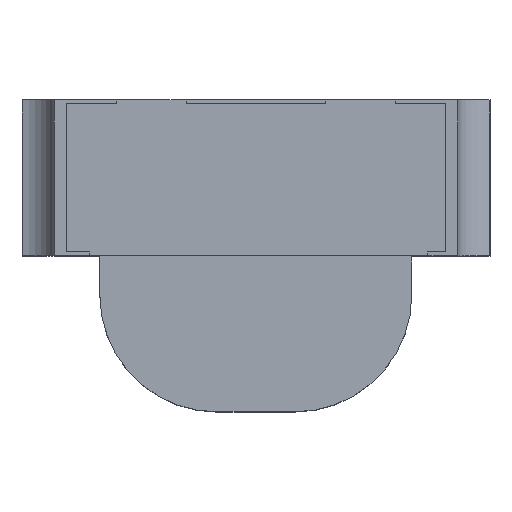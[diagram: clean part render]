
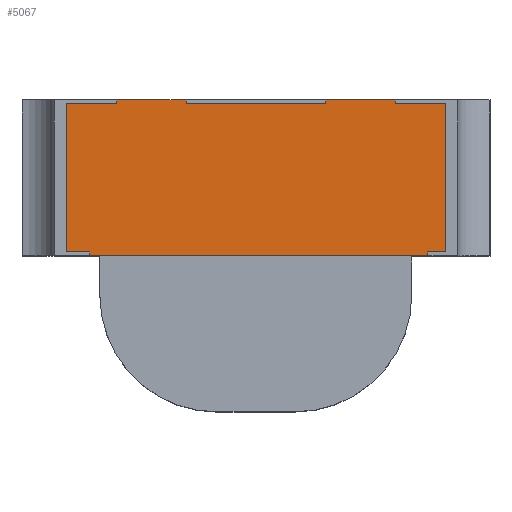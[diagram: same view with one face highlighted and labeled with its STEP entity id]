
A CAD part, top view. The second image highlights one B-rep face of the part: STEP entity #5067.
In plain terms, the highlighted face is planar.
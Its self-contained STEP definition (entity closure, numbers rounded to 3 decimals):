
#4155 = VERTEX_POINT('',#4156);
#4156 = CARTESIAN_POINT('',(504.406,90.374,0.975));
#4162 = EDGE_CURVE('',#4163,#4155,#4165,.T.);
#4163 = VERTEX_POINT('',#4164);
#4164 = CARTESIAN_POINT('',(504.558,90.374,0.975));
#4165 = LINE('',#4166,#4167);
#4166 = CARTESIAN_POINT('',(504.558,90.374,0.975));
#4167 = VECTOR('',#4168,1.);
#4168 = DIRECTION('',(-1.,-0.,-0.));
#4283 = EDGE_CURVE('',#4284,#4286,#4288,.T.);
#4284 = VERTEX_POINT('',#4285);
#4285 = CARTESIAN_POINT('',(502.239,90.374,1.));
#4286 = VERTEX_POINT('',#4287);
#4287 = CARTESIAN_POINT('',(504.406,90.374,1.));
#4288 = LINE('',#4289,#4290);
#4289 = CARTESIAN_POINT('',(501.841,90.374,1.));
#4290 = VECTOR('',#4291,1.);
#4291 = DIRECTION('',(1.,0.,-0.));
#4594 = VERTEX_POINT('',#4595);
#4595 = CARTESIAN_POINT('',(502.892,90.374,0.025));
#4613 = VERTEX_POINT('',#4614);
#4614 = CARTESIAN_POINT('',(502.448,90.374,0.025));
#4620 = EDGE_CURVE('',#4613,#4621,#4623,.T.);
#4621 = VERTEX_POINT('',#4622);
#4622 = CARTESIAN_POINT('',(502.123,90.374,0.025));
#4623 = LINE('',#4624,#4625);
#4624 = CARTESIAN_POINT('',(503.789,90.374,0.025));
#4625 = VECTOR('',#4626,1.);
#4626 = DIRECTION('',(-1.,0.,-0.));
#4679 = VERTEX_POINT('',#4680);
#4680 = CARTESIAN_POINT('',(503.789,90.374,0.025));
#4687 = EDGE_CURVE('',#4679,#4594,#4688,.T.);
#4688 = LINE('',#4689,#4690);
#4689 = CARTESIAN_POINT('',(503.789,90.374,0.025));
#4690 = VECTOR('',#4691,1.);
#4691 = DIRECTION('',(-1.,0.,-0.));
#4745 = VERTEX_POINT('',#4746);
#4746 = CARTESIAN_POINT('',(504.233,90.374,0.));
#4752 = EDGE_CURVE('',#4745,#4753,#4755,.T.);
#4753 = VERTEX_POINT('',#4754);
#4754 = CARTESIAN_POINT('',(503.789,90.374,0.));
#4755 = LINE('',#4756,#4757);
#4756 = CARTESIAN_POINT('',(503.491,90.374,0.));
#4757 = VECTOR('',#4758,1.);
#4758 = DIRECTION('',(-1.,0.,-0.));
#4911 = EDGE_CURVE('',#4286,#4155,#4912,.T.);
#4912 = LINE('',#4913,#4914);
#4913 = CARTESIAN_POINT('',(504.406,90.374,0.975));
#4914 = VECTOR('',#4915,1.);
#4915 = DIRECTION('',(0.,0.,-1.));
#5048 = VERTEX_POINT('',#5049);
#5049 = CARTESIAN_POINT('',(504.558,90.374,0.025));
#5056 = EDGE_CURVE('',#4163,#5048,#5057,.T.);
#5057 = LINE('',#5058,#5059);
#5058 = CARTESIAN_POINT('',(504.558,90.374,0.5));
#5059 = VECTOR('',#5060,1.);
#5060 = DIRECTION('',(-0.,-0.,-1.));
#5067 = ADVANCED_FACE('',(#5068),#5141,.T.);
#5068 = FACE_BOUND('',#5069,.T.);
#5069 = EDGE_LOOP('',(#5070,#5076,#5077,#5085,#5091,#5092,#5093,#5094,
    #5095,#5103,#5111,#5117,#5118,#5126,#5134,#5140));
#5070 = ORIENTED_EDGE('',*,*,#5071,.T.);
#5071 = EDGE_CURVE('',#4679,#4753,#5072,.T.);
#5072 = LINE('',#5073,#5074);
#5073 = CARTESIAN_POINT('',(503.789,90.374,1.));
#5074 = VECTOR('',#5075,1.);
#5075 = DIRECTION('',(0.,-0.,-1.));
#5076 = ORIENTED_EDGE('',*,*,#4752,.F.);
#5077 = ORIENTED_EDGE('',*,*,#5078,.T.);
#5078 = EDGE_CURVE('',#4745,#5079,#5081,.T.);
#5079 = VERTEX_POINT('',#5080);
#5080 = CARTESIAN_POINT('',(504.233,90.374,0.025));
#5081 = LINE('',#5082,#5083);
#5082 = CARTESIAN_POINT('',(504.233,90.374,1.));
#5083 = VECTOR('',#5084,1.);
#5084 = DIRECTION('',(-0.,0.,1.));
#5085 = ORIENTED_EDGE('',*,*,#5086,.T.);
#5086 = EDGE_CURVE('',#5079,#5048,#5087,.T.);
#5087 = LINE('',#5088,#5089);
#5088 = CARTESIAN_POINT('',(504.558,90.374,0.025));
#5089 = VECTOR('',#5090,1.);
#5090 = DIRECTION('',(1.,0.,0.));
#5091 = ORIENTED_EDGE('',*,*,#5056,.F.);
#5092 = ORIENTED_EDGE('',*,*,#4162,.T.);
#5093 = ORIENTED_EDGE('',*,*,#4911,.F.);
#5094 = ORIENTED_EDGE('',*,*,#4283,.F.);
#5095 = ORIENTED_EDGE('',*,*,#5096,.T.);
#5096 = EDGE_CURVE('',#4284,#5097,#5099,.T.);
#5097 = VERTEX_POINT('',#5098);
#5098 = CARTESIAN_POINT('',(502.239,90.374,0.975));
#5099 = LINE('',#5100,#5101);
#5100 = CARTESIAN_POINT('',(502.239,90.374,1.));
#5101 = VECTOR('',#5102,1.);
#5102 = DIRECTION('',(0.,-0.,-1.));
#5103 = ORIENTED_EDGE('',*,*,#5104,.T.);
#5104 = EDGE_CURVE('',#5097,#5105,#5107,.T.);
#5105 = VERTEX_POINT('',#5106);
#5106 = CARTESIAN_POINT('',(502.123,90.374,0.975));
#5107 = LINE('',#5108,#5109);
#5108 = CARTESIAN_POINT('',(504.558,90.374,0.975));
#5109 = VECTOR('',#5110,1.);
#5110 = DIRECTION('',(-1.,-0.,-0.));
#5111 = ORIENTED_EDGE('',*,*,#5112,.T.);
#5112 = EDGE_CURVE('',#5105,#4621,#5113,.T.);
#5113 = LINE('',#5114,#5115);
#5114 = CARTESIAN_POINT('',(502.123,90.374,1.));
#5115 = VECTOR('',#5116,1.);
#5116 = DIRECTION('',(0.,-0.,-1.));
#5117 = ORIENTED_EDGE('',*,*,#4620,.F.);
#5118 = ORIENTED_EDGE('',*,*,#5119,.T.);
#5119 = EDGE_CURVE('',#4613,#5120,#5122,.T.);
#5120 = VERTEX_POINT('',#5121);
#5121 = CARTESIAN_POINT('',(502.448,90.374,
    0.));
#5122 = LINE('',#5123,#5124);
#5123 = CARTESIAN_POINT('',(502.448,90.374,1.));
#5124 = VECTOR('',#5125,1.);
#5125 = DIRECTION('',(0.,-0.,-1.));
#5126 = ORIENTED_EDGE('',*,*,#5127,.T.);
#5127 = EDGE_CURVE('',#5120,#5128,#5130,.T.);
#5128 = VERTEX_POINT('',#5129);
#5129 = CARTESIAN_POINT('',(502.892,90.374,0.));
#5130 = LINE('',#5131,#5132);
#5131 = CARTESIAN_POINT('',(504.558,90.374,0.));
#5132 = VECTOR('',#5133,1.);
#5133 = DIRECTION('',(1.,0.,0.));
#5134 = ORIENTED_EDGE('',*,*,#5135,.T.);
#5135 = EDGE_CURVE('',#5128,#4594,#5136,.T.);
#5136 = LINE('',#5137,#5138);
#5137 = CARTESIAN_POINT('',(502.892,90.374,1.));
#5138 = VECTOR('',#5139,1.);
#5139 = DIRECTION('',(-0.,0.,1.));
#5140 = ORIENTED_EDGE('',*,*,#4687,.F.);
#5141 = PLANE('',#5142);
#5142 = AXIS2_PLACEMENT_3D('',#5143,#5144,#5145);
#5143 = CARTESIAN_POINT('',(504.558,90.374,1.));
#5144 = DIRECTION('',(0.,-1.,0.));
#5145 = DIRECTION('',(0.,-0.,-1.));
